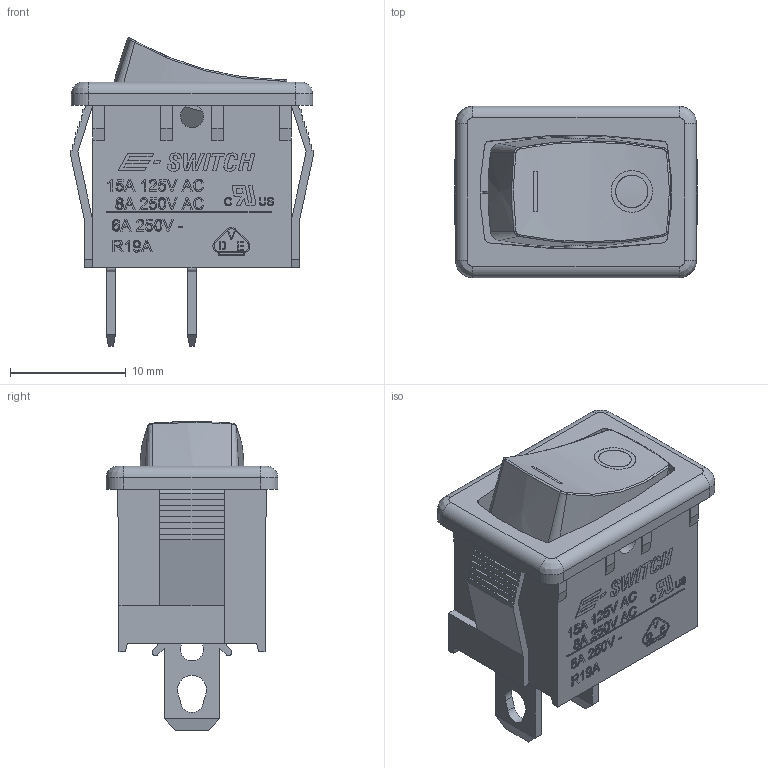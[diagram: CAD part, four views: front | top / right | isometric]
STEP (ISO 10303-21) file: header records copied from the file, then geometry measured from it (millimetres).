
FILE_DESCRIPTION((' '),'2;1');
FILE_NAME('R1966AxxxxxxGF.stp','2017-07-26T14:25:29',(' '),(' '),' ','ACIS',' ');
FILE_SCHEMA(('CONFIG_CONTROL_DESIGN'));
Length unit declared in the file: inch
Products named in the file (1): R1966AxxxxxxGF.stp
Bounding box: 20.94 x 14.8 x 26.64 mm (x, y, z)
Volume: 2222 mm3; surface area: 3326.7 mm2
Topology: 1 solids, 1 shells, 903 faces, 2403 edges, 1572 vertices
Faces by surface type: plane 543, bspline 297, cylinder 55, cone 8
Full cylindrical faces by diameter (mm): 2 x5
Entity records: 32715 total; most frequent: CARTESIAN_POINT 12103, ORIENTED_EDGE 4796, DIRECTION 3143, EDGE_CURVE 2398, VECTOR 1653, LINE 1653, VERTEX_POINT 1570, EDGE_LOOP 998
